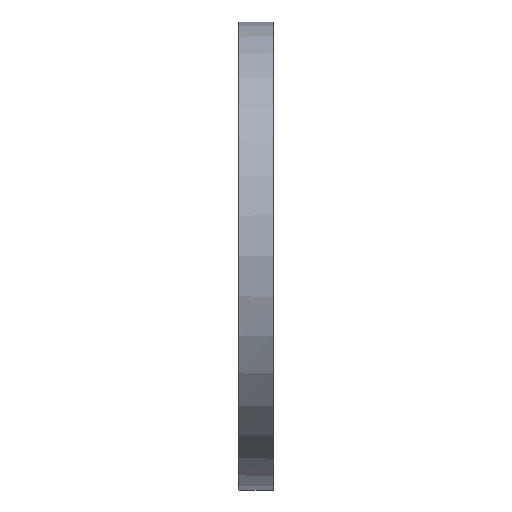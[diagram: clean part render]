
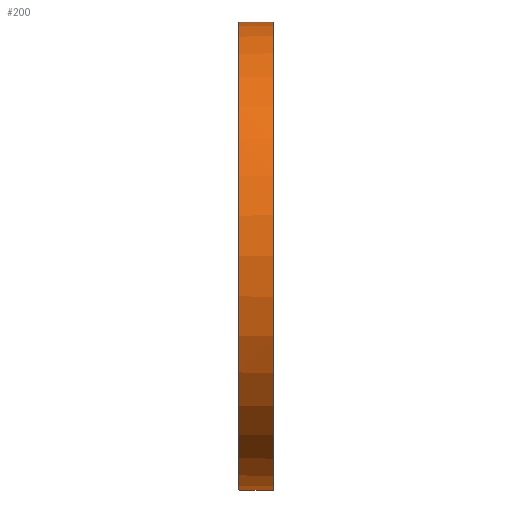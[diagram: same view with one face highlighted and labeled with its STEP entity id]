
A CAD part, left-side view. The second image highlights one B-rep face of the part: STEP entity #200.
In plain terms, the highlighted cylindrical face has radius 184.15 mm (diameter 368.3 mm), a partial arc.
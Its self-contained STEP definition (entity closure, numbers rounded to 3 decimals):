
#200 = ADVANCED_FACE ( 'NONE', ( #5073 ), #6210, .T. ) ;
#215 = CIRCLE ( 'NONE', #4207, 184.15 ) ;
#222 = CARTESIAN_POINT ( 'NONE',  ( -1.5, 27.5, -184.144 ) ) ;
#227 = CARTESIAN_POINT ( 'NONE',  ( 0., 27.5, 0. ) ) ;
#329 = DIRECTION ( 'NONE',  ( 0., 0., 1. ) ) ;
#376 = DIRECTION ( 'NONE',  ( 0., 1., 0. ) ) ;
#471 = DIRECTION ( 'NONE',  ( 0., -1., 0. ) ) ;
#578 = LINE ( 'NONE', #3408, #885 ) ;
#698 = DIRECTION ( 'NONE',  ( 0., 0., -1. ) ) ;
#735 = CARTESIAN_POINT ( 'NONE',  ( -1.5, 27.5, 184.144 ) ) ;
#744 = ORIENTED_EDGE ( 'NONE', *, *, #4329, .T. ) ;
#834 = EDGE_CURVE ( 'NONE', #2767, #1661, #3705, .T. ) ;
#885 = VECTOR ( 'NONE', #4871, 1000. ) ;
#940 = EDGE_CURVE ( 'NONE', #2838, #2767, #215, .T. ) ;
#1230 = CARTESIAN_POINT ( 'NONE',  ( 0., 26.7, -184.15 ) ) ;
#1261 = CIRCLE ( 'NONE', #2094, 184.15 ) ;
#1303 = CARTESIAN_POINT ( 'NONE',  ( 0., -20.091, 0. ) ) ;
#1386 = EDGE_LOOP ( 'NONE', ( #5604, #744, #3677, #3847, #2014, #4015, #5432, #4706 ) ) ;
#1415 = VERTEX_POINT ( 'NONE', #3771 ) ;
#1661 = VERTEX_POINT ( 'NONE', #2515 ) ;
#1698 = CARTESIAN_POINT ( 'NONE',  ( 0., 26.7, 0. ) ) ;
#1780 = CARTESIAN_POINT ( 'NONE',  ( -1.5, 26.7, -184.144 ) ) ;
#1816 = EDGE_CURVE ( 'NONE', #3201, #6006, #1261, .T. ) ;
#1832 = CARTESIAN_POINT ( 'NONE',  ( 0., -20.091, -184.15 ) ) ;
#1925 = EDGE_CURVE ( 'NONE', #1661, #1415, #5046, .T. ) ;
#2014 = ORIENTED_EDGE ( 'NONE', *, *, #4046, .T. ) ;
#2094 = AXIS2_PLACEMENT_3D ( 'NONE', #227, #3608, #698 ) ;
#2200 = DIRECTION ( 'NONE',  ( 0., 0., -1. ) ) ;
#2272 = VECTOR ( 'NONE', #4738, 1000. ) ;
#2391 = DIRECTION ( 'NONE',  ( 0., -1., 0. ) ) ;
#2419 = VERTEX_POINT ( 'NONE', #2446 ) ;
#2446 = CARTESIAN_POINT ( 'NONE',  ( 0., 26.7, 184.15 ) ) ;
#2515 = CARTESIAN_POINT ( 'NONE',  ( 0., 0.5, -184.15 ) ) ;
#2629 = DIRECTION ( 'NONE',  ( 0., -1., 0. ) ) ;
#2767 = VERTEX_POINT ( 'NONE', #1230 ) ;
#2838 = VERTEX_POINT ( 'NONE', #1780 ) ;
#2948 = EDGE_CURVE ( 'NONE', #2419, #1415, #4096, .T. ) ;
#3181 = LINE ( 'NONE', #4745, #4622 ) ;
#3201 = VERTEX_POINT ( 'NONE', #735 ) ;
#3237 = DIRECTION ( 'NONE',  ( 0., 1., 0. ) ) ;
#3243 = AXIS2_PLACEMENT_3D ( 'NONE', #1698, #5084, #2200 ) ;
#3372 = CARTESIAN_POINT ( 'NONE',  ( 0., 26.7, 0. ) ) ;
#3408 = CARTESIAN_POINT ( 'NONE',  ( -1.5, -20.091, -184.144 ) ) ;
#3608 = DIRECTION ( 'NONE',  ( 0., -1., 0. ) ) ;
#3640 = VERTEX_POINT ( 'NONE', #4048 ) ;
#3677 = ORIENTED_EDGE ( 'NONE', *, *, #5600, .T. ) ;
#3705 = LINE ( 'NONE', #1832, #2272 ) ;
#3765 = CIRCLE ( 'NONE', #3243, 184.15 ) ;
#3771 = CARTESIAN_POINT ( 'NONE',  ( 0., 0.5, 184.15 ) ) ;
#3791 = VECTOR ( 'NONE', #2391, 1000. ) ;
#3834 = AXIS2_PLACEMENT_3D ( 'NONE', #1303, #2629, #4710 ) ;
#3847 = ORIENTED_EDGE ( 'NONE', *, *, #1816, .T. ) ;
#3870 = DIRECTION ( 'NONE',  ( 0., 0., -1. ) ) ;
#4015 = ORIENTED_EDGE ( 'NONE', *, *, #940, .T. ) ;
#4046 = EDGE_CURVE ( 'NONE', #6006, #2838, #578, .T. ) ;
#4048 = CARTESIAN_POINT ( 'NONE',  ( -1.5, 26.7, 184.144 ) ) ;
#4096 = LINE ( 'NONE', #5740, #3791 ) ;
#4207 = AXIS2_PLACEMENT_3D ( 'NONE', #3372, #471, #3870 ) ;
#4329 = EDGE_CURVE ( 'NONE', #2419, #3640, #3765, .T. ) ;
#4622 = VECTOR ( 'NONE', #376, 1000. ) ;
#4706 = ORIENTED_EDGE ( 'NONE', *, *, #1925, .T. ) ;
#4710 = DIRECTION ( 'NONE',  ( 0., 0., -1. ) ) ;
#4738 = DIRECTION ( 'NONE',  ( 0., -1., 0. ) ) ;
#4745 = CARTESIAN_POINT ( 'NONE',  ( -1.5, -20.091, 184.144 ) ) ;
#4871 = DIRECTION ( 'NONE',  ( 0., -1., 0. ) ) ;
#5046 = CIRCLE ( 'NONE', #5979, 184.15 ) ;
#5073 = FACE_OUTER_BOUND ( 'NONE', #1386, .T. ) ;
#5084 = DIRECTION ( 'NONE',  ( 0., -1., 0. ) ) ;
#5432 = ORIENTED_EDGE ( 'NONE', *, *, #834, .T. ) ;
#5600 = EDGE_CURVE ( 'NONE', #3640, #3201, #3181, .T. ) ;
#5604 = ORIENTED_EDGE ( 'NONE', *, *, #2948, .F. ) ;
#5740 = CARTESIAN_POINT ( 'NONE',  ( 0., -20.091, 184.15 ) ) ;
#5979 = AXIS2_PLACEMENT_3D ( 'NONE', #6118, #3237, #329 ) ;
#6006 = VERTEX_POINT ( 'NONE', #222 ) ;
#6118 = CARTESIAN_POINT ( 'NONE',  ( 0., 0.5, 0. ) ) ;
#6210 = CYLINDRICAL_SURFACE ( 'NONE', #3834, 184.15 ) ;
